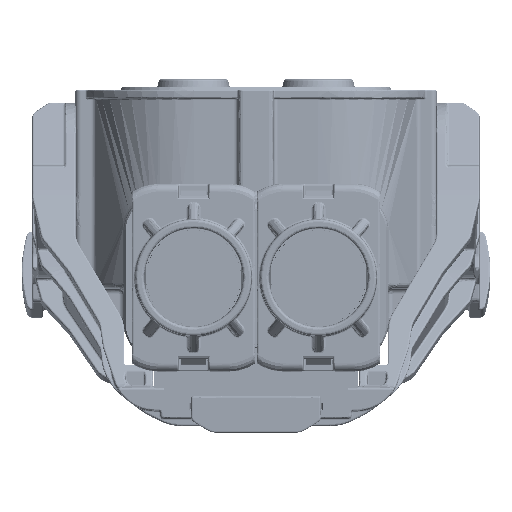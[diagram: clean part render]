
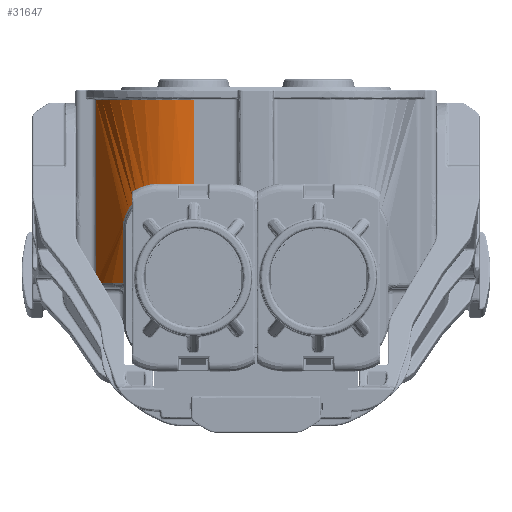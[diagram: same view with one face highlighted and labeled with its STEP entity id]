
A CAD part, front view. The second image highlights one B-rep face of the part: STEP entity #31647.
In plain terms, the highlighted free-form (B-spline) face has degree [2, 1] with [3, 2] control points.
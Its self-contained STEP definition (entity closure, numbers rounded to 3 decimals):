
#14036 = VERTEX_POINT('',#14037);
#14037 = CARTESIAN_POINT('',(26.364,87.157,
    -20.132));
#14061 = VERTEX_POINT('',#14062);
#14062 = CARTESIAN_POINT('',(20.344,88.147,
    -20.132));
#14068 = EDGE_CURVE('',#14061,#14036,#14069,.T.);
#14069 = ( BOUNDED_CURVE() B_SPLINE_CURVE(2,(#14070,#14071,#14072),
.UNSPECIFIED.,.F.,.F.) B_SPLINE_CURVE_WITH_KNOTS((3,3),(0.,
0.326),.PIECEWISE_BEZIER_KNOTS.) CURVE() 
GEOMETRIC_REPRESENTATION_ITEM() RATIONAL_B_SPLINE_CURVE((1.,
0.987,1.)) REPRESENTATION_ITEM('') );
#14070 = CARTESIAN_POINT('',(20.344,88.147,
    -20.132));
#14071 = CARTESIAN_POINT('',(23.272,87.157,
    -20.132));
#14072 = CARTESIAN_POINT('',(26.364,87.157,
    -20.132));
#14105 = VERTEX_POINT('',#14106);
#14106 = CARTESIAN_POINT('',(13.53,92.216,
    -27.301));
#14112 = EDGE_CURVE('',#14105,#14061,#14113,.T.);
#14113 = B_SPLINE_CURVE_WITH_KNOTS('',3,(#14114,#14115,#14116,#14117,
    #14118,#14119,#14120,#14121,#14122,#14123,#14124),.UNSPECIFIED.,.F.,
  .F.,(4,1,1,1,1,1,1,1,4),(0.,0.125,0.25,0.375,0.5,0.625,0.75,0.875,1.),
  .QUASI_UNIFORM_KNOTS.);
#14114 = CARTESIAN_POINT('',(13.53,92.216,
    -27.301));
#14115 = CARTESIAN_POINT('',(13.521,92.225,
    -26.902));
#14116 = CARTESIAN_POINT('',(13.589,92.161,
    -26.078));
#14117 = CARTESIAN_POINT('',(13.979,91.806,
    -24.594));
#14118 = CARTESIAN_POINT('',(14.604,91.279,
    -23.369));
#14119 = CARTESIAN_POINT('',(15.352,90.704,
    -22.357));
#14120 = CARTESIAN_POINT('',(16.442,89.968,
    -21.36));
#14121 = CARTESIAN_POINT('',(17.633,89.286,
    -20.672));
#14122 = CARTESIAN_POINT('',(18.984,88.644,
    -20.225));
#14123 = CARTESIAN_POINT('',(19.886,88.302,
    -20.131));
#14124 = CARTESIAN_POINT('',(20.344,88.147,
    -20.132));
#30968 = VERTEX_POINT('',#30969);
#30969 = CARTESIAN_POINT('',(13.531,92.216,
    -36.827));
#30975 = EDGE_CURVE('',#30968,#14105,#30976,.T.);
#30976 = B_SPLINE_CURVE_WITH_KNOTS('',1,(#30977,#30978),.UNSPECIFIED.,
  .F.,.F.,(2,2),(0.,9.7),
  .PIECEWISE_BEZIER_KNOTS.);
#30977 = CARTESIAN_POINT('',(13.531,92.216,
    -36.827));
#30978 = CARTESIAN_POINT('',(13.53,92.216,
    -27.301));
#31050 = EDGE_CURVE('',#31051,#30968,#31053,.T.);
#31051 = VERTEX_POINT('',#31052);
#31052 = CARTESIAN_POINT('',(8.781,99.291,
    -36.827));
#31053 = ( BOUNDED_CURVE() B_SPLINE_CURVE(2,(#31054,#31055,#31056),
.UNSPECIFIED.,.F.,.F.) B_SPLINE_CURVE_WITH_KNOTS((3,3),(0.,
0.457),.PIECEWISE_BEZIER_KNOTS.) CURVE() 
GEOMETRIC_REPRESENTATION_ITEM() RATIONAL_B_SPLINE_CURVE((1.,
0.974,1.)) REPRESENTATION_ITEM('') );
#31054 = CARTESIAN_POINT('',(8.781,99.291,
    -36.827));
#31055 = CARTESIAN_POINT('',(10.333,95.201,
    -36.827));
#31056 = CARTESIAN_POINT('',(13.531,92.216,
    -36.827));
#31611 = VERTEX_POINT('',#31612);
#31612 = CARTESIAN_POINT('',(26.364,87.157,
    -3.732));
#31638 = EDGE_CURVE('',#31611,#14036,#31639,.T.);
#31639 = B_SPLINE_CURVE_WITH_KNOTS('',1,(#31640,#31641),.UNSPECIFIED.,
  .F.,.F.,(2,2),(0.,16.7),.PIECEWISE_BEZIER_KNOTS.);
#31640 = CARTESIAN_POINT('',(26.364,87.157,
    -3.732));
#31641 = CARTESIAN_POINT('',(26.364,87.157,
    -20.132));
#31647 = ADVANCED_FACE('',(#31648),#31668,.T.);
#31648 = FACE_BOUND('',#31649,.T.);
#31649 = EDGE_LOOP('',(#31650,#31657,#31658,#31659,#31660,#31661,#31662)
  );
#31650 = ORIENTED_EDGE('',*,*,#31651,.F.);
#31651 = EDGE_CURVE('',#31051,#31652,#31654,.T.);
#31652 = VERTEX_POINT('',#31653);
#31653 = CARTESIAN_POINT('',(8.781,99.291,
    -3.732));
#31654 = B_SPLINE_CURVE_WITH_KNOTS('',1,(#31655,#31656),.UNSPECIFIED.,
  .F.,.F.,(2,2),(0.,33.7),.PIECEWISE_BEZIER_KNOTS.);
#31655 = CARTESIAN_POINT('',(8.781,99.291,
    -36.827));
#31656 = CARTESIAN_POINT('',(8.781,99.291,
    -3.732));
#31657 = ORIENTED_EDGE('',*,*,#31050,.T.);
#31658 = ORIENTED_EDGE('',*,*,#30975,.T.);
#31659 = ORIENTED_EDGE('',*,*,#14112,.T.);
#31660 = ORIENTED_EDGE('',*,*,#14068,.T.);
#31661 = ORIENTED_EDGE('',*,*,#31638,.F.);
#31662 = ORIENTED_EDGE('',*,*,#31663,.T.);
#31663 = EDGE_CURVE('',#31611,#31652,#31664,.T.);
#31664 = ( BOUNDED_CURVE() B_SPLINE_CURVE(2,(#31665,#31666,#31667),
.UNSPECIFIED.,.F.,.F.) B_SPLINE_CURVE_WITH_KNOTS((3,3),(0.,1.208
),.PIECEWISE_BEZIER_KNOTS.) CURVE() GEOMETRIC_REPRESENTATION_ITEM() 
RATIONAL_B_SPLINE_CURVE((1.,0.823,1.)) REPRESENTATION_ITEM('') 
  );
#31665 = CARTESIAN_POINT('',(26.364,87.157,
    -3.732));
#31666 = CARTESIAN_POINT('',(13.386,87.157,
    -3.732));
#31667 = CARTESIAN_POINT('',(8.781,99.291,
    -3.732));
#31668 = ( BOUNDED_SURFACE() B_SPLINE_SURFACE(2,1,(
    (#31669,#31670)
    ,(#31671,#31672)
    ,(#31673,#31674
)),.UNSPECIFIED.,.F.,.F.,.F.) B_SPLINE_SURFACE_WITH_KNOTS((3,3),(2,2),(
    3.504,4.712),(1.,34.7),.PIECEWISE_BEZIER_KNOTS.) 
GEOMETRIC_REPRESENTATION_ITEM() RATIONAL_B_SPLINE_SURFACE((
    (1.,1.)
    ,(0.823,0.823)
,(1.,1.))) REPRESENTATION_ITEM('') SURFACE() );
#31669 = CARTESIAN_POINT('',(8.781,99.291,
    -36.827));
#31670 = CARTESIAN_POINT('',(8.781,99.291,
    -3.732));
#31671 = CARTESIAN_POINT('',(13.386,87.157,
    -36.827));
#31672 = CARTESIAN_POINT('',(13.386,87.157,
    -3.732));
#31673 = CARTESIAN_POINT('',(26.364,87.157,
    -36.827));
#31674 = CARTESIAN_POINT('',(26.364,87.157,
    -3.732));
